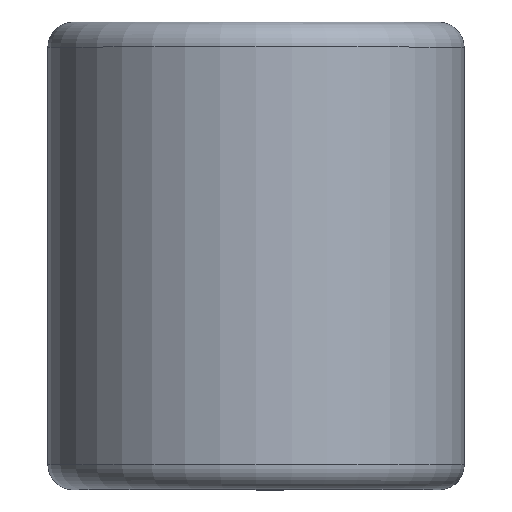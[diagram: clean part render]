
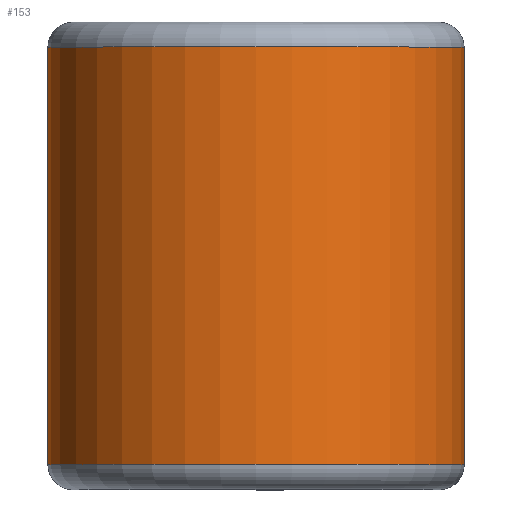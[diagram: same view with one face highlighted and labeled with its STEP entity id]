
A CAD part, top view. The second image highlights one B-rep face of the part: STEP entity #153.
In plain terms, the highlighted cylindrical face has radius 6.363 mm (diameter 12.725 mm), a partial arc.
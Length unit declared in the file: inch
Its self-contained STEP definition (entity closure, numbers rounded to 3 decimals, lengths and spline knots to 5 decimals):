
#23 = EDGE_CURVE ( 'NONE', #512, #2101, #984, .T. ) ;
#79 = VERTEX_POINT ( 'NONE', #1744 ) ;
#129 = CARTESIAN_POINT ( 'NONE',  ( 0., 0.25125, -0.2505 ) ) ;
#153 = ADVANCED_FACE ( 'NONE', ( #1568 ), #2039, .T. ) ;
#167 = CARTESIAN_POINT ( 'NONE',  ( 0., -0.25125, 0. ) ) ;
#190 = CARTESIAN_POINT ( 'NONE',  ( 0.2505, 0.25125, 0. ) ) ;
#221 = EDGE_CURVE ( 'NONE', #680, #2101, #726, .T. ) ;
#369 = ORIENTED_EDGE ( 'NONE', *, *, #2296, .F. ) ;
#489 = EDGE_LOOP ( 'NONE', ( #2080, #1584, #1594, #369 ) ) ;
#512 = VERTEX_POINT ( 'NONE', #190 ) ;
#680 = VERTEX_POINT ( 'NONE', #2233 ) ;
#726 = LINE ( 'NONE', #1899, #791 ) ;
#741 = CIRCLE ( 'NONE', #1207, 0.2505 ) ;
#751 = EDGE_CURVE ( 'NONE', #79, #512, #2091, .T. ) ;
#757 = DIRECTION ( 'NONE',  ( 0., 0., -1. ) ) ;
#791 = VECTOR ( 'NONE', #1200, 39.37008 ) ;
#862 = DIRECTION ( 'NONE',  ( 0., 0., -1. ) ) ;
#955 = DIRECTION ( 'NONE',  ( 0., -1., 0. ) ) ;
#981 = CARTESIAN_POINT ( 'NONE',  ( 0.2505, 0.25125, 0. ) ) ;
#984 = CIRCLE ( 'NONE', #2050, 0.2505 ) ;
#993 = DIRECTION ( 'NONE',  ( 0., 1., 0. ) ) ;
#1048 = DIRECTION ( 'NONE',  ( 0., -1., 0. ) ) ;
#1104 = CARTESIAN_POINT ( 'NONE',  ( 0., 0.25, 0. ) ) ;
#1200 = DIRECTION ( 'NONE',  ( 0., 1., 0. ) ) ;
#1207 = AXIS2_PLACEMENT_3D ( 'NONE', #167, #1048, #862 ) ;
#1308 = CARTESIAN_POINT ( 'NONE',  ( 0., 0.25125, 0. ) ) ;
#1568 = FACE_OUTER_BOUND ( 'NONE', #489, .T. ) ;
#1584 = ORIENTED_EDGE ( 'NONE', *, *, #23, .T. ) ;
#1594 = ORIENTED_EDGE ( 'NONE', *, *, #221, .F. ) ;
#1679 = AXIS2_PLACEMENT_3D ( 'NONE', #1104, #955, #757 ) ;
#1744 = CARTESIAN_POINT ( 'NONE',  ( 0.2505, -0.25125, 0. ) ) ;
#1837 = VECTOR ( 'NONE', #993, 39.37008 ) ;
#1861 = DIRECTION ( 'NONE',  ( 0., -1., 0. ) ) ;
#1899 = CARTESIAN_POINT ( 'NONE',  ( 0., 0.25125, -0.2505 ) ) ;
#2039 = CYLINDRICAL_SURFACE ( 'NONE', #1679, 0.2505 ) ;
#2050 = AXIS2_PLACEMENT_3D ( 'NONE', #1308, #1861, #2214 ) ;
#2080 = ORIENTED_EDGE ( 'NONE', *, *, #751, .T. ) ;
#2091 = LINE ( 'NONE', #981, #1837 ) ;
#2101 = VERTEX_POINT ( 'NONE', #129 ) ;
#2214 = DIRECTION ( 'NONE',  ( 0., 0., -1. ) ) ;
#2233 = CARTESIAN_POINT ( 'NONE',  ( 0., -0.25125, -0.2505 ) ) ;
#2296 = EDGE_CURVE ( 'NONE', #79, #680, #741, .T. ) ;
